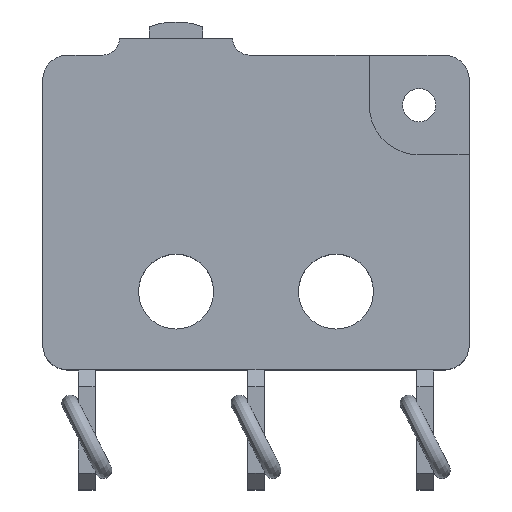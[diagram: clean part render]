
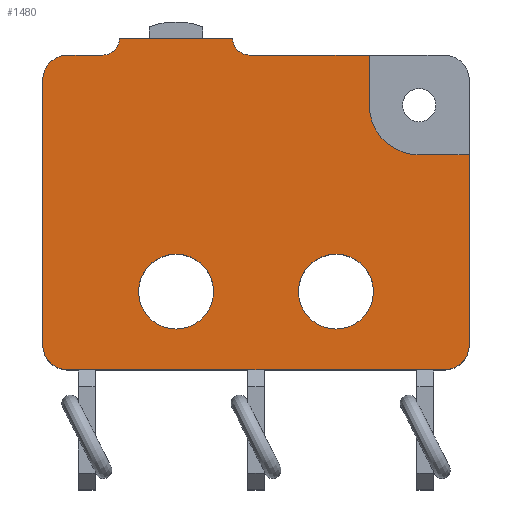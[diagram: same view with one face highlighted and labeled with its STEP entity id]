
A CAD part, top view. The second image highlights one B-rep face of the part: STEP entity #1480.
In plain terms, the highlighted face is planar.
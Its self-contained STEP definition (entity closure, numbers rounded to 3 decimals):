
#45=FACE_BOUND('',#227,.T.);
#46=FACE_BOUND('',#228,.T.);
#65=PLANE('',#1610);
#134=FACE_OUTER_BOUND('',#226,.T.);
#226=EDGE_LOOP('',(#1122,#1123,#1124,#1125,#1126,#1127,#1128,#1129,#1130,
#1131,#1132,#1133,#1134,#1135));
#227=EDGE_LOOP('',(#1136));
#228=EDGE_LOOP('',(#1137));
#308=LINE('',#2160,#467);
#313=LINE('',#2175,#472);
#326=LINE('',#2211,#485);
#328=LINE('',#2217,#487);
#330=LINE('',#2226,#489);
#339=LINE('',#2248,#498);
#343=LINE('',#2259,#502);
#345=LINE('',#2265,#504);
#467=VECTOR('',#1728,10.);
#472=VECTOR('',#1741,10.);
#485=VECTOR('',#1772,10.);
#487=VECTOR('',#1780,10.);
#489=VECTOR('',#1790,10.);
#498=VECTOR('',#1813,10.);
#502=VECTOR('',#1825,10.);
#504=VECTOR('',#1833,10.);
#621=CIRCLE('',#1572,0.5);
#623=CIRCLE('',#1575,0.5);
#624=CIRCLE('',#1578,0.75);
#631=CIRCLE('',#1588,0.75);
#632=CIRCLE('',#1591,0.75);
#637=CIRCLE('',#1605,1.5);
#640=CIRCLE('',#1611,1.125);
#641=CIRCLE('',#1612,1.125);
#670=VERTEX_POINT('',#2141);
#671=VERTEX_POINT('',#2143);
#674=VERTEX_POINT('',#2150);
#675=VERTEX_POINT('',#2152);
#677=VERTEX_POINT('',#2158);
#678=VERTEX_POINT('',#2162);
#679=VERTEX_POINT('',#2163);
#683=VERTEX_POINT('',#2173);
#692=VERTEX_POINT('',#2197);
#697=VERTEX_POINT('',#2209);
#698=VERTEX_POINT('',#2213);
#701=VERTEX_POINT('',#2225);
#707=VERTEX_POINT('',#2247);
#709=VERTEX_POINT('',#2253);
#712=VERTEX_POINT('',#2266);
#713=VERTEX_POINT('',#2268);
#808=EDGE_CURVE('',#670,#671,#621,.T.);
#812=EDGE_CURVE('',#674,#675,#623,.T.);
#816=EDGE_CURVE('',#674,#677,#308,.T.);
#817=EDGE_CURVE('',#678,#679,#624,.T.);
#823=EDGE_CURVE('',#678,#683,#313,.T.);
#835=EDGE_CURVE('',#692,#683,#631,.T.);
#842=EDGE_CURVE('',#692,#697,#326,.T.);
#843=EDGE_CURVE('',#698,#677,#632,.T.);
#845=EDGE_CURVE('',#698,#679,#328,.T.);
#849=EDGE_CURVE('',#701,#671,#330,.T.);
#860=EDGE_CURVE('',#707,#701,#339,.T.);
#863=EDGE_CURVE('',#709,#707,#637,.T.);
#866=EDGE_CURVE('',#697,#709,#343,.T.);
#869=EDGE_CURVE('',#670,#675,#345,.T.);
#870=EDGE_CURVE('',#712,#712,#640,.T.);
#871=EDGE_CURVE('',#713,#713,#641,.T.);
#1122=ORIENTED_EDGE('',*,*,#817,.F.);
#1123=ORIENTED_EDGE('',*,*,#823,.T.);
#1124=ORIENTED_EDGE('',*,*,#835,.F.);
#1125=ORIENTED_EDGE('',*,*,#842,.T.);
#1126=ORIENTED_EDGE('',*,*,#866,.T.);
#1127=ORIENTED_EDGE('',*,*,#863,.T.);
#1128=ORIENTED_EDGE('',*,*,#860,.T.);
#1129=ORIENTED_EDGE('',*,*,#849,.T.);
#1130=ORIENTED_EDGE('',*,*,#808,.F.);
#1131=ORIENTED_EDGE('',*,*,#869,.T.);
#1132=ORIENTED_EDGE('',*,*,#812,.F.);
#1133=ORIENTED_EDGE('',*,*,#816,.T.);
#1134=ORIENTED_EDGE('',*,*,#843,.F.);
#1135=ORIENTED_EDGE('',*,*,#845,.T.);
#1136=ORIENTED_EDGE('',*,*,#870,.T.);
#1137=ORIENTED_EDGE('',*,*,#871,.T.);
#1480=ADVANCED_FACE('',(#134,#45,#46),#65,.T.);
#1572=AXIS2_PLACEMENT_3D('',#2144,#1713,#1714);
#1575=AXIS2_PLACEMENT_3D('',#2153,#1721,#1722);
#1578=AXIS2_PLACEMENT_3D('',#2164,#1731,#1732);
#1588=AXIS2_PLACEMENT_3D('',#2198,#1762,#1763);
#1591=AXIS2_PLACEMENT_3D('',#2214,#1775,#1776);
#1605=AXIS2_PLACEMENT_3D('',#2254,#1818,#1819);
#1610=AXIS2_PLACEMENT_3D('',#2264,#1831,#1832);
#1611=AXIS2_PLACEMENT_3D('',#2267,#1834,#1835);
#1612=AXIS2_PLACEMENT_3D('',#2269,#1836,#1837);
#1713=DIRECTION('center_axis',(1.,0.,0.));
#1714=DIRECTION('ref_axis',(0.,-0.707,-0.707));
#1721=DIRECTION('center_axis',(1.,0.,0.));
#1722=DIRECTION('ref_axis',(0.,0.707,-0.707));
#1728=DIRECTION('',(0.,-1.,0.));
#1731=DIRECTION('center_axis',(-1.,0.,0.));
#1732=DIRECTION('ref_axis',(0.,-0.707,-0.707));
#1741=DIRECTION('',(0.,1.,0.));
#1762=DIRECTION('center_axis',(-1.,0.,0.));
#1763=DIRECTION('ref_axis',(0.,0.707,-0.707));
#1772=DIRECTION('',(0.,0.,1.));
#1775=DIRECTION('center_axis',(-1.,0.,0.));
#1776=DIRECTION('ref_axis',(0.,-0.707,0.707));
#1780=DIRECTION('',(0.,0.,-1.));
#1790=DIRECTION('',(0.,-1.,0.));
#1813=DIRECTION('',(0.,0.,1.));
#1818=DIRECTION('center_axis',(-1.,0.,0.));
#1819=DIRECTION('ref_axis',(0.,-1.,0.));
#1825=DIRECTION('',(0.,-1.,0.));
#1831=DIRECTION('center_axis',(1.,0.,0.));
#1832=DIRECTION('ref_axis',(0.,1.,0.));
#1833=DIRECTION('',(0.,-1.,0.));
#1834=DIRECTION('center_axis',(-1.,0.,0.));
#1835=DIRECTION('ref_axis',(0.,1.,0.));
#1836=DIRECTION('center_axis',(-1.,0.,0.));
#1837=DIRECTION('ref_axis',(0.,1.,0.));
#2141=CARTESIAN_POINT('',(2.55,4.38,9.95));
#2143=CARTESIAN_POINT('',(2.55,4.88,9.45));
#2144=CARTESIAN_POINT('Origin',(2.55,4.88,9.95));
#2150=CARTESIAN_POINT('',(2.55,0.48,9.45));
#2152=CARTESIAN_POINT('',(2.55,0.98,9.95));
#2153=CARTESIAN_POINT('Origin',(2.55,0.48,9.95));
#2158=CARTESIAN_POINT('',(2.55,-0.57,9.45));
#2160=CARTESIAN_POINT('',(2.55,-1.32,9.45));
#2162=CARTESIAN_POINT('',(2.55,-0.57,0.));
#2163=CARTESIAN_POINT('',(2.55,-1.32,0.75));
#2164=CARTESIAN_POINT('Origin',(2.55,-0.57,0.75));
#2173=CARTESIAN_POINT('',(2.55,10.73,0.));
#2175=CARTESIAN_POINT('',(2.55,11.48,0.));
#2197=CARTESIAN_POINT('',(2.55,11.48,0.75));
#2198=CARTESIAN_POINT('Origin',(2.55,10.73,0.75));
#2209=CARTESIAN_POINT('',(2.55,11.48,6.45));
#2211=CARTESIAN_POINT('',(2.55,11.48,9.45));
#2213=CARTESIAN_POINT('',(2.55,-1.32,8.7));
#2214=CARTESIAN_POINT('Origin',(2.55,-0.57,8.7));
#2217=CARTESIAN_POINT('',(2.55,-1.32,0.));
#2225=CARTESIAN_POINT('',(2.55,8.48,9.45));
#2226=CARTESIAN_POINT('',(2.55,-1.32,9.45));
#2247=CARTESIAN_POINT('',(2.55,8.48,7.95));
#2248=CARTESIAN_POINT('',(2.55,8.48,6.463));
#2253=CARTESIAN_POINT('',(2.55,9.98,6.45));
#2254=CARTESIAN_POINT('Origin',(2.55,9.98,7.95));
#2259=CARTESIAN_POINT('',(2.55,8.28,6.45));
#2264=CARTESIAN_POINT('Origin',(2.55,5.08,4.975));
#2265=CARTESIAN_POINT('',(2.55,0.98,9.95));
#2266=CARTESIAN_POINT('',(2.55,6.355,2.35));
#2267=CARTESIAN_POINT('Origin',(2.55,7.48,2.35));
#2268=CARTESIAN_POINT('',(2.55,1.555,2.35));
#2269=CARTESIAN_POINT('Origin',(2.55,2.68,2.35));
